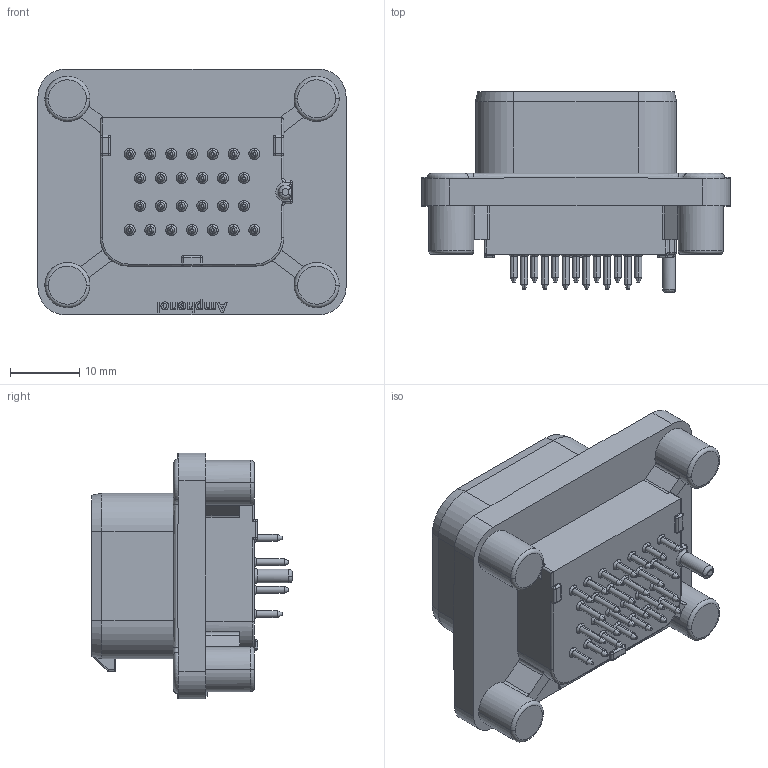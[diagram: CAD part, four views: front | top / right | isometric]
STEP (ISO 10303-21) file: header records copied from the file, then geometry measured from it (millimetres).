
FILE_DESCRIPTION((''),'2;1');
FILE_NAME('C-ATS15-26PA-BM01_3D','2022-07-20T',('Ronald.Yang'),(''),'PRO/ENGINEER BY PARAMETRIC TECHNOLOGY CORPORATION, 2016360','PRO/ENGINEER BY PARAMETRIC TECHNOLOGY CORPORATION, 2016360','');
FILE_SCHEMA(('CONFIG_CONTROL_DESIGN'));
Length unit declared in the file: millimetre
Products named in the file (1): C-ATS15-26PA-BM01_3D
Bounding box: 44.5 x 29 x 35.5 mm (x, y, z)
Volume: 11029.9 mm3; surface area: 8969.4 mm2
Topology: 1 solids, 1 shells, 1167 faces, 2937 edges, 1850 vertices
Faces by surface type: plane 348, extrusion 294, cylinder 229, cone 216, revolution 32, torus 26, sphere 18, bspline 4
Entity records: 36821 total; most frequent: CARTESIAN_POINT 9503, ORIENTED_EDGE 5838, DIRECTION 5116, EDGE_CURVE 2919, VERTEX_POINT 1850, VECTOR 1748, AXIS2_PLACEMENT_3D 1668, LINE 1454
